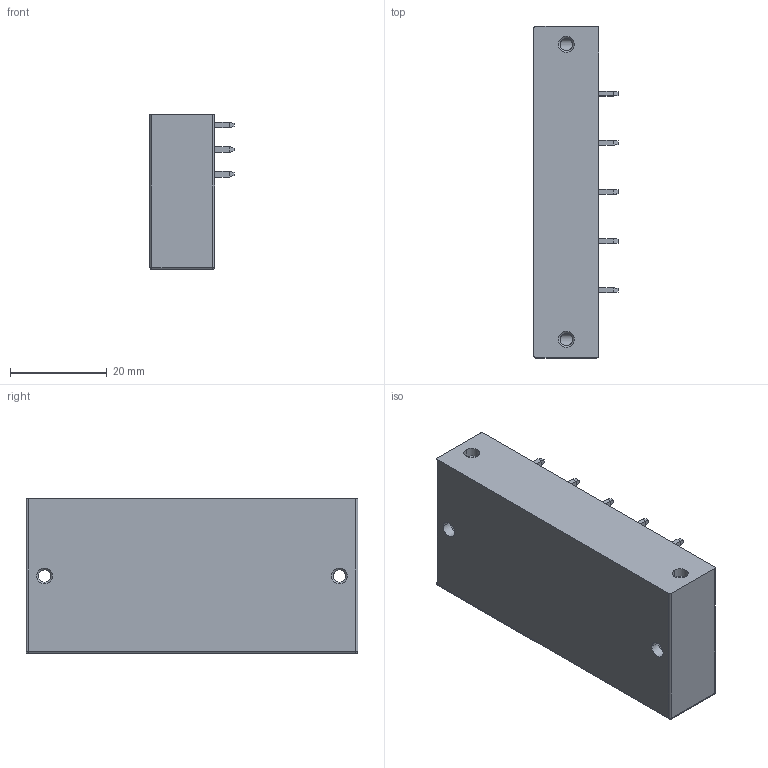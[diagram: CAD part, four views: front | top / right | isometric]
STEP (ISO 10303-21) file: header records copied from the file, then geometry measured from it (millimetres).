
FILE_DESCRIPTION((''),'2;1');
FILE_NAME('TLPHW-800R-XXP-X','2024-09-10T14:32:47',('yanfa'),(''),'CREO PARAMETRIC BY PTC INC, 2018100','CREO PARAMETRIC BY PTC INC, 2018100','');
FILE_SCHEMA(('AUTOMOTIVE_DESIGN { 1 0 10303 214 1 1 1 1 }'));
Length unit declared in the file: millimetre
Products named in the file (1): TLPHW-800R-XXP-X
Bounding box: 17.4 x 68.56 x 32 mm (x, y, z)
Volume: 24571.5 mm3; surface area: 10460.1 mm2
Topology: 1 solids, 1 shells, 331 faces, 812 edges, 510 vertices
Faces by surface type: plane 218, cylinder 87, cone 17, bspline 5, sphere 4
Entity records: 9957 total; most frequent: CARTESIAN_POINT 2037, ORIENTED_EDGE 1624, DIRECTION 1579, EDGE_CURVE 812, VECTOR 602, LINE 602, VERTEX_POINT 510, AXIS2_PLACEMENT_3D 487
